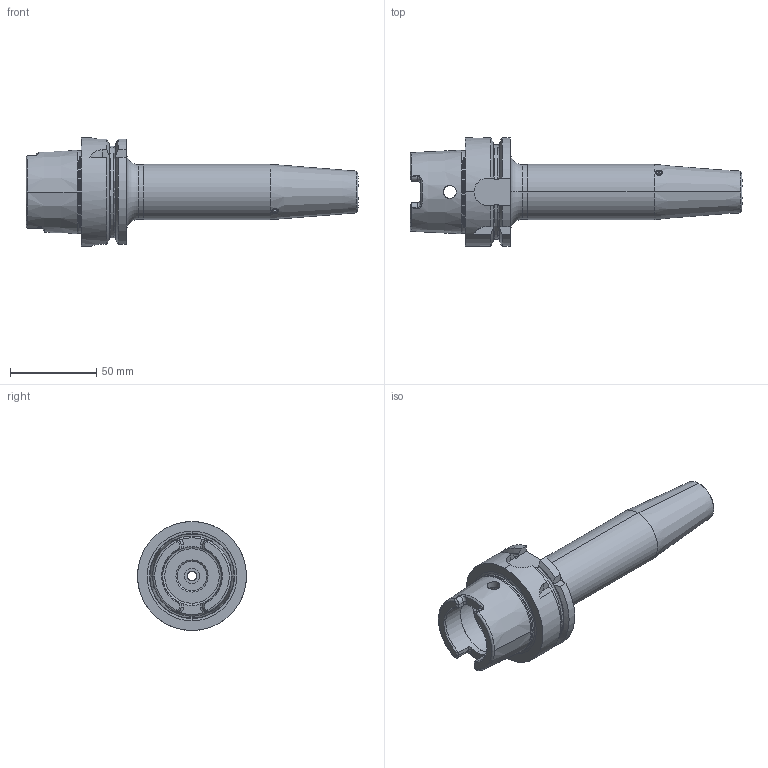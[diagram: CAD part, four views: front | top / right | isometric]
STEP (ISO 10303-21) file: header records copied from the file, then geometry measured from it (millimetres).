
FILE_DESCRIPTION (( 'STEP AP214' ), '1' );
FILE_NAME ('93.05.271.106.STEP', '2019-07-19T11:43:34', ( '' ), ( '' ), 'SwSTEP 2.0', 'SolidWorks 2014', '' );
FILE_SCHEMA (( 'AUTOMOTIVE_DESIGN' ));
Length unit declared in the file: millimetre
Products named in the file (1): 93.05.271.106
Bounding box: 192 x 63 x 63 mm (x, y, z)
Volume: 169797.2 mm3; surface area: 41126.4 mm2
Topology: 6 solids, 6 shells, 340 faces, 826 edges, 501 vertices
Faces by surface type: plane 125, cylinder 95, cone 75, torus 29, bspline 16
Entity records: 15184 total; most frequent: CARTESIAN_POINT 3650, ORIENTED_EDGE 1648, DIRECTION 1567, EDGE_CURVE 824, AXIS2_PLACEMENT_3D 614, VERTEX_POINT 501, EDGE_LOOP 361, UNCERTAINTY_MEASURE_WITH_UNIT 348
